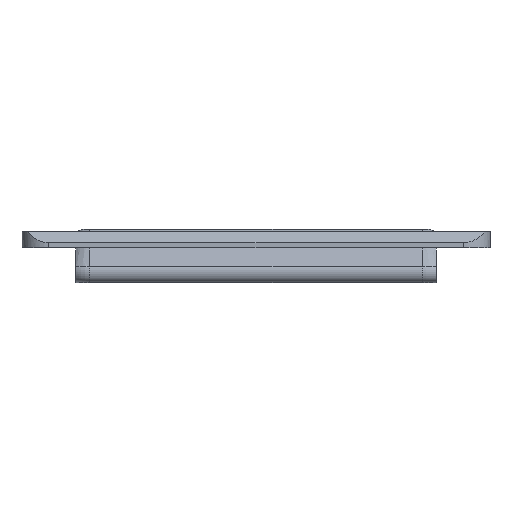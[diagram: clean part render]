
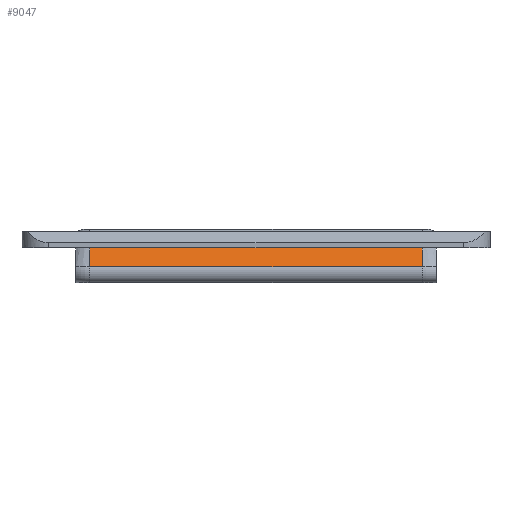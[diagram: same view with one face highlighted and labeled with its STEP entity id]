
A CAD part, left-side view. The second image highlights one B-rep face of the part: STEP entity #9047.
In plain terms, the highlighted planar face has unit normal (-0.945, 0, 0.327).
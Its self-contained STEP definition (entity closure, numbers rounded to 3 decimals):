
#822=FACE_OUTER_BOUND('',#1324,.T.);
#1324=EDGE_LOOP('',(#6612,#6613,#6614,#6615));
#1853=LINE('',#12118,#2816);
#2046=LINE('',#13671,#3009);
#2047=LINE('',#13673,#3010);
#2048=LINE('',#13674,#3011);
#2816=VECTOR('',#10081,10.);
#3009=VECTOR('',#10450,10.);
#3010=VECTOR('',#10451,10.);
#3011=VECTOR('',#10452,10.);
#3768=VERTEX_POINT('',#12115);
#3769=VERTEX_POINT('',#12117);
#3983=VERTEX_POINT('',#13670);
#3984=VERTEX_POINT('',#13672);
#4683=EDGE_CURVE('',#3769,#3768,#1853,.T.);
#5007=EDGE_CURVE('',#3983,#3768,#2046,.T.);
#5008=EDGE_CURVE('',#3984,#3983,#2047,.T.);
#5009=EDGE_CURVE('',#3984,#3769,#2048,.T.);
#6612=ORIENTED_EDGE('',*,*,#5007,.F.);
#6613=ORIENTED_EDGE('',*,*,#5008,.F.);
#6614=ORIENTED_EDGE('',*,*,#5009,.T.);
#6615=ORIENTED_EDGE('',*,*,#4683,.T.);
#8673=PLANE('',#9544);
#9047=ADVANCED_FACE('',(#822),#8673,.T.);
#9544=AXIS2_PLACEMENT_3D('',#13669,#10448,#10449);
#10081=DIRECTION('',(0.327,0.,0.945));
#10448=DIRECTION('center_axis',(-0.945,0.,
0.327));
#10449=DIRECTION('ref_axis',(-0.327,0.,-0.945));
#10450=DIRECTION('',(0.,-1.,0.));
#10451=DIRECTION('',(0.327,0.,0.945));
#10452=DIRECTION('',(0.,-1.,0.));
#12115=CARTESIAN_POINT('',(783.019,13.573,3.2));
#12117=CARTESIAN_POINT('',(781.806,13.573,-0.3));
#12118=CARTESIAN_POINT('',(781.806,13.573,-0.3));
#13669=CARTESIAN_POINT('Origin',(782.672,75.443,2.2));
#13670=CARTESIAN_POINT('',(783.019,75.443,3.2));
#13671=CARTESIAN_POINT('',(783.019,59.971,3.2));
#13672=CARTESIAN_POINT('',(781.806,75.443,-0.3));
#13673=CARTESIAN_POINT('',(781.806,75.443,-0.3));
#13674=CARTESIAN_POINT('',(781.806,75.443,-0.3));
